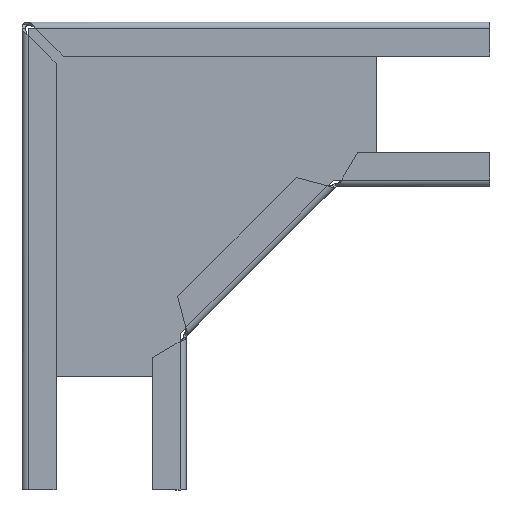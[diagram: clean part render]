
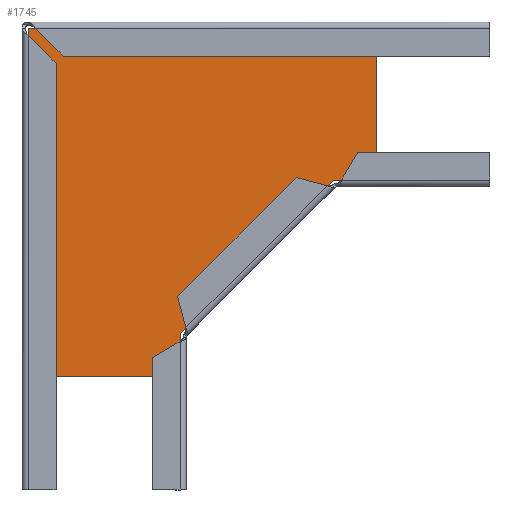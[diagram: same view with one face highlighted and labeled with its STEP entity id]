
A CAD part, front view. The second image highlights one B-rep face of the part: STEP entity #1745.
In plain terms, the highlighted planar face has unit normal (0, -1, 0).
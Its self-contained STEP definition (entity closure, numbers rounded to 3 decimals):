
#69 = EDGE_CURVE ( 'NONE', #2215, #1981, #4630, .T. ) ;
#75 = DIRECTION ( 'NONE',  ( 0., -1., 0. ) ) ;
#164 = ORIENTED_EDGE ( 'NONE', *, *, #3196, .F. ) ;
#390 = CARTESIAN_POINT ( 'NONE',  ( 49., -1.5, -112.5 ) ) ;
#459 = CARTESIAN_POINT ( 'NONE',  ( 98.5, -1.5, -49. ) ) ;
#681 = VERTEX_POINT ( 'NONE', #4424 ) ;
#799 = VERTEX_POINT ( 'NONE', #3004 ) ;
#1207 = DIRECTION ( 'NONE',  ( -1., 0., 0. ) ) ;
#1305 = CARTESIAN_POINT ( 'NONE',  ( 0., -1.5, 0. ) ) ;
#1519 = EDGE_CURVE ( 'NONE', #4393, #2257, #3098, .T. ) ;
#1556 = AXIS2_PLACEMENT_3D ( 'NONE', #3035, #75, #2656 ) ;
#1583 = DIRECTION ( 'NONE',  ( 1., 0., 0. ) ) ;
#1641 = CARTESIAN_POINT ( 'NONE',  ( 112.5, -1.5, -49. ) ) ;
#1651 = ORIENTED_EDGE ( 'NONE', *, *, #1519, .F. ) ;
#1745 = ADVANCED_FACE ( 'NONE', ( #3847 ), #2294, .T. ) ;
#1746 = CARTESIAN_POINT ( 'NONE',  ( 0., -1.5, -112.5 ) ) ;
#1957 = CARTESIAN_POINT ( 'NONE',  ( 112.5, -1.5, 0. ) ) ;
#1981 = VERTEX_POINT ( 'NONE', #390 ) ;
#1997 = DIRECTION ( 'NONE',  ( -0.707, 0., -0.707 ) ) ;
#2051 = ORIENTED_EDGE ( 'NONE', *, *, #69, .F. ) ;
#2167 = VECTOR ( 'NONE', #4263, 1000. ) ;
#2215 = VERTEX_POINT ( 'NONE', #2466 ) ;
#2256 = LINE ( 'NONE', #2736, #3471 ) ;
#2257 = VERTEX_POINT ( 'NONE', #4538 ) ;
#2294 = PLANE ( 'NONE',  #1556 ) ;
#2346 = EDGE_LOOP ( 'NONE', ( #4232, #3056, #2594, #2051, #164, #1651, #3789 ) ) ;
#2408 = LINE ( 'NONE', #3762, #3639 ) ;
#2466 = CARTESIAN_POINT ( 'NONE',  ( 49., -1.5, -98.5 ) ) ;
#2594 = ORIENTED_EDGE ( 'NONE', *, *, #4387, .F. ) ;
#2656 = DIRECTION ( 'NONE',  ( 0., 0., -1. ) ) ;
#2736 = CARTESIAN_POINT ( 'NONE',  ( 49., -1.5, -98.5 ) ) ;
#2737 = EDGE_CURVE ( 'NONE', #681, #3998, #2408, .T. ) ;
#2936 = CARTESIAN_POINT ( 'NONE',  ( 112.5, -1.5, -49. ) ) ;
#3004 = CARTESIAN_POINT ( 'NONE',  ( 0., -1.5, -112.5 ) ) ;
#3035 = CARTESIAN_POINT ( 'NONE',  ( 0., -1.5, 0. ) ) ;
#3056 = ORIENTED_EDGE ( 'NONE', *, *, #3132, .F. ) ;
#3069 = LINE ( 'NONE', #1746, #3680 ) ;
#3098 = LINE ( 'NONE', #459, #3498 ) ;
#3132 = EDGE_CURVE ( 'NONE', #799, #681, #4034, .T. ) ;
#3152 = DIRECTION ( 'NONE',  ( 0., 0., 1. ) ) ;
#3196 = EDGE_CURVE ( 'NONE', #2257, #2215, #2256, .T. ) ;
#3277 = CARTESIAN_POINT ( 'NONE',  ( 49., -1.5, -112.5 ) ) ;
#3471 = VECTOR ( 'NONE', #1997, 1000. ) ;
#3498 = VECTOR ( 'NONE', #1207, 1000. ) ;
#3559 = DIRECTION ( 'NONE',  ( 0., 0., -1. ) ) ;
#3639 = VECTOR ( 'NONE', #1583, 1000. ) ;
#3680 = VECTOR ( 'NONE', #4747, 1000. ) ;
#3762 = CARTESIAN_POINT ( 'NONE',  ( 112.5, -1.5, 0. ) ) ;
#3789 = ORIENTED_EDGE ( 'NONE', *, *, #3926, .F. ) ;
#3847 = FACE_OUTER_BOUND ( 'NONE', #2346, .T. ) ;
#3926 = EDGE_CURVE ( 'NONE', #3998, #4393, #4169, .T. ) ;
#3998 = VERTEX_POINT ( 'NONE', #1957 ) ;
#4034 = LINE ( 'NONE', #1305, #4660 ) ;
#4066 = VECTOR ( 'NONE', #3559, 1000. ) ;
#4169 = LINE ( 'NONE', #1641, #2167 ) ;
#4232 = ORIENTED_EDGE ( 'NONE', *, *, #2737, .F. ) ;
#4263 = DIRECTION ( 'NONE',  ( 0., 0., -1. ) ) ;
#4387 = EDGE_CURVE ( 'NONE', #1981, #799, #3069, .T. ) ;
#4393 = VERTEX_POINT ( 'NONE', #2936 ) ;
#4424 = CARTESIAN_POINT ( 'NONE',  ( 0., -1.5, 0. ) ) ;
#4538 = CARTESIAN_POINT ( 'NONE',  ( 98.5, -1.5, -49. ) ) ;
#4630 = LINE ( 'NONE', #3277, #4066 ) ;
#4660 = VECTOR ( 'NONE', #3152, 1000. ) ;
#4747 = DIRECTION ( 'NONE',  ( -1., 0., 0. ) ) ;
